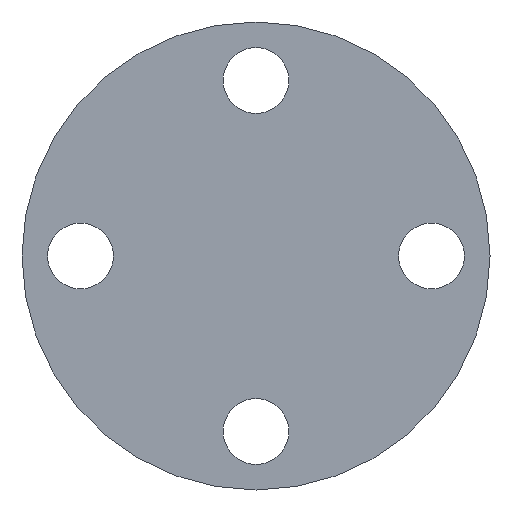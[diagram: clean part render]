
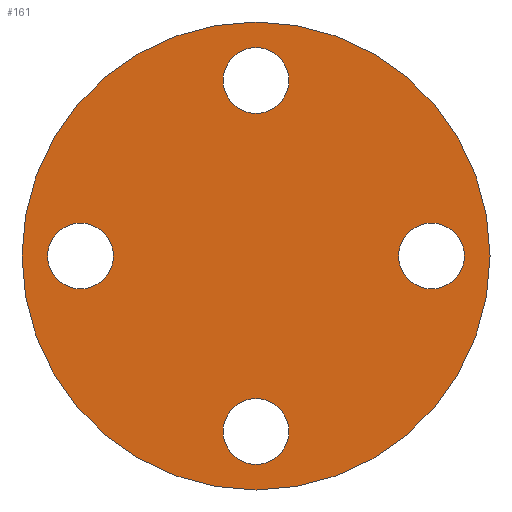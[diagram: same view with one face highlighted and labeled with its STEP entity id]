
A CAD part, front view. The second image highlights one B-rep face of the part: STEP entity #161.
In plain terms, the highlighted planar face has unit normal (0, -1, 0).
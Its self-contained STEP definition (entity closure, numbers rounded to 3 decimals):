
#5 = DIRECTION ( 'NONE',  ( 0., 1., 0. ) ) ;
#8 = CARTESIAN_POINT ( 'NONE',  ( 0., 0., 12. ) ) ;
#13 = DIRECTION ( 'NONE',  ( 0., 1., 0. ) ) ;
#14 = FACE_BOUND ( 'NONE', #274, .T. ) ;
#20 = CIRCLE ( 'NONE', #468, 2.25 ) ;
#25 = CARTESIAN_POINT ( 'NONE',  ( 0., 0., -12. ) ) ;
#29 = VERTEX_POINT ( 'NONE', #246 ) ;
#31 = CARTESIAN_POINT ( 'NONE',  ( -12., 0., -2.25 ) ) ;
#38 = DIRECTION ( 'NONE',  ( 0., 1., 0. ) ) ;
#44 = CARTESIAN_POINT ( 'NONE',  ( 0., 0., -12. ) ) ;
#51 = ORIENTED_EDGE ( 'NONE', *, *, #369, .T. ) ;
#52 = CARTESIAN_POINT ( 'NONE',  ( 0., 0., 16. ) ) ;
#70 = DIRECTION ( 'NONE',  ( 0., 0., 1. ) ) ;
#78 = CIRCLE ( 'NONE', #114, 2.25 ) ;
#90 = AXIS2_PLACEMENT_3D ( 'NONE', #25, #275, #279 ) ;
#92 = VERTEX_POINT ( 'NONE', #31 ) ;
#100 = CARTESIAN_POINT ( 'NONE',  ( 0., 0., 0. ) ) ;
#106 = PLANE ( 'NONE',  #328 ) ;
#110 = CARTESIAN_POINT ( 'NONE',  ( 0., 0., -14.25 ) ) ;
#111 = CARTESIAN_POINT ( 'NONE',  ( -12., 0., 2.25 ) ) ;
#112 = DIRECTION ( 'NONE',  ( 0., 0., 1. ) ) ;
#113 = CARTESIAN_POINT ( 'NONE',  ( 0., 0., 14.25 ) ) ;
#114 = AXIS2_PLACEMENT_3D ( 'NONE', #44, #308, #551 ) ;
#117 = CIRCLE ( 'NONE', #287, 2.25 ) ;
#122 = DIRECTION ( 'NONE',  ( 0., 1., 0. ) ) ;
#129 = CIRCLE ( 'NONE', #310, 16. ) ;
#138 = VERTEX_POINT ( 'NONE', #654 ) ;
#144 = VERTEX_POINT ( 'NONE', #301 ) ;
#146 = EDGE_CURVE ( 'NONE', #29, #331, #528, .T. ) ;
#154 = ORIENTED_EDGE ( 'NONE', *, *, #224, .T. ) ;
#155 = CARTESIAN_POINT ( 'NONE',  ( -12., 0., 0. ) ) ;
#161 = ADVANCED_FACE ( 'NONE', ( #321, #217, #14, #579, #211 ), #106, .F. ) ;
#169 = VERTEX_POINT ( 'NONE', #111 ) ;
#192 = DIRECTION ( 'NONE',  ( 0., 1., 0. ) ) ;
#202 = CIRCLE ( 'NONE', #597, 2.25 ) ;
#210 = AXIS2_PLACEMENT_3D ( 'NONE', #381, #122, #70 ) ;
#211 = FACE_OUTER_BOUND ( 'NONE', #396, .T. ) ;
#217 = FACE_BOUND ( 'NONE', #440, .T. ) ;
#219 = AXIS2_PLACEMENT_3D ( 'NONE', #473, #13, #469 ) ;
#223 = CARTESIAN_POINT ( 'NONE',  ( 12., 0., 2.25 ) ) ;
#224 = EDGE_CURVE ( 'NONE', #331, #29, #117, .T. ) ;
#246 = CARTESIAN_POINT ( 'NONE',  ( 12., 0., -2.25 ) ) ;
#274 = EDGE_LOOP ( 'NONE', ( #666, #487 ) ) ;
#275 = DIRECTION ( 'NONE',  ( 0., 1., 0. ) ) ;
#279 = DIRECTION ( 'NONE',  ( 0., 0., 1. ) ) ;
#285 = VERTEX_POINT ( 'NONE', #113 ) ;
#287 = AXIS2_PLACEMENT_3D ( 'NONE', #415, #5, #634 ) ;
#290 = EDGE_LOOP ( 'NONE', ( #432, #507 ) ) ;
#301 = CARTESIAN_POINT ( 'NONE',  ( 0., 0., -16. ) ) ;
#303 = ORIENTED_EDGE ( 'NONE', *, *, #535, .F. ) ;
#307 = ORIENTED_EDGE ( 'NONE', *, *, #146, .T. ) ;
#308 = DIRECTION ( 'NONE',  ( 0., 1., 0. ) ) ;
#310 = AXIS2_PLACEMENT_3D ( 'NONE', #100, #574, #414 ) ;
#313 = DIRECTION ( 'NONE',  ( 0., 1., 0. ) ) ;
#321 = FACE_BOUND ( 'NONE', #352, .T. ) ;
#328 = AXIS2_PLACEMENT_3D ( 'NONE', #466, #313, #525 ) ;
#330 = CIRCLE ( 'NONE', #90, 2.25 ) ;
#331 = VERTEX_POINT ( 'NONE', #223 ) ;
#334 = AXIS2_PLACEMENT_3D ( 'NONE', #358, #192, #411 ) ;
#346 = DIRECTION ( 'NONE',  ( 0., 0., 1. ) ) ;
#352 = EDGE_LOOP ( 'NONE', ( #51, #437 ) ) ;
#358 = CARTESIAN_POINT ( 'NONE',  ( 0., 0., 0. ) ) ;
#366 = EDGE_CURVE ( 'NONE', #138, #285, #645, .T. ) ;
#369 = EDGE_CURVE ( 'NONE', #444, #641, #330, .T. ) ;
#381 = CARTESIAN_POINT ( 'NONE',  ( 0., 0., 12. ) ) ;
#382 = EDGE_CURVE ( 'NONE', #169, #92, #20, .T. ) ;
#396 = EDGE_LOOP ( 'NONE', ( #303, #504 ) ) ;
#411 = DIRECTION ( 'NONE',  ( 0., 0., 1. ) ) ;
#414 = DIRECTION ( 'NONE',  ( 0., 0., 1. ) ) ;
#415 = CARTESIAN_POINT ( 'NONE',  ( 12., 0., 0. ) ) ;
#432 = ORIENTED_EDGE ( 'NONE', *, *, #382, .T. ) ;
#437 = ORIENTED_EDGE ( 'NONE', *, *, #480, .T. ) ;
#440 = EDGE_LOOP ( 'NONE', ( #154, #307 ) ) ;
#442 = VERTEX_POINT ( 'NONE', #52 ) ;
#444 = VERTEX_POINT ( 'NONE', #567 ) ;
#447 = DIRECTION ( 'NONE',  ( 0., 1., 0. ) ) ;
#463 = AXIS2_PLACEMENT_3D ( 'NONE', #498, #38, #562 ) ;
#466 = CARTESIAN_POINT ( 'NONE',  ( 0., 0., 0. ) ) ;
#468 = AXIS2_PLACEMENT_3D ( 'NONE', #155, #447, #346 ) ;
#469 = DIRECTION ( 'NONE',  ( 0., 0., 1. ) ) ;
#473 = CARTESIAN_POINT ( 'NONE',  ( -12., 0., 0. ) ) ;
#480 = EDGE_CURVE ( 'NONE', #641, #444, #78, .T. ) ;
#487 = ORIENTED_EDGE ( 'NONE', *, *, #366, .T. ) ;
#498 = CARTESIAN_POINT ( 'NONE',  ( 12., 0., 0. ) ) ;
#502 = EDGE_CURVE ( 'NONE', #442, #144, #635, .T. ) ;
#504 = ORIENTED_EDGE ( 'NONE', *, *, #502, .F. ) ;
#507 = ORIENTED_EDGE ( 'NONE', *, *, #556, .T. ) ;
#509 = CIRCLE ( 'NONE', #219, 2.25 ) ;
#525 = DIRECTION ( 'NONE',  ( 0., 0., 1. ) ) ;
#528 = CIRCLE ( 'NONE', #463, 2.25 ) ;
#535 = EDGE_CURVE ( 'NONE', #144, #442, #129, .T. ) ;
#551 = DIRECTION ( 'NONE',  ( 0., 0., 1. ) ) ;
#556 = EDGE_CURVE ( 'NONE', #92, #169, #509, .T. ) ;
#558 = EDGE_CURVE ( 'NONE', #285, #138, #202, .T. ) ;
#562 = DIRECTION ( 'NONE',  ( 0., 0., 1. ) ) ;
#567 = CARTESIAN_POINT ( 'NONE',  ( 0., 0., -9.75 ) ) ;
#574 = DIRECTION ( 'NONE',  ( 0., 1., 0. ) ) ;
#579 = FACE_BOUND ( 'NONE', #290, .T. ) ;
#597 = AXIS2_PLACEMENT_3D ( 'NONE', #8, #625, #112 ) ;
#625 = DIRECTION ( 'NONE',  ( 0., 1., 0. ) ) ;
#634 = DIRECTION ( 'NONE',  ( 0., 0., 1. ) ) ;
#635 = CIRCLE ( 'NONE', #334, 16. ) ;
#641 = VERTEX_POINT ( 'NONE', #110 ) ;
#645 = CIRCLE ( 'NONE', #210, 2.25 ) ;
#654 = CARTESIAN_POINT ( 'NONE',  ( 0., 0., 9.75 ) ) ;
#666 = ORIENTED_EDGE ( 'NONE', *, *, #558, .T. ) ;
